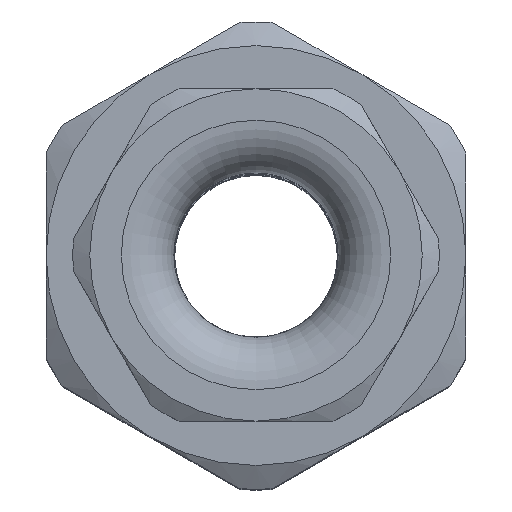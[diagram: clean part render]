
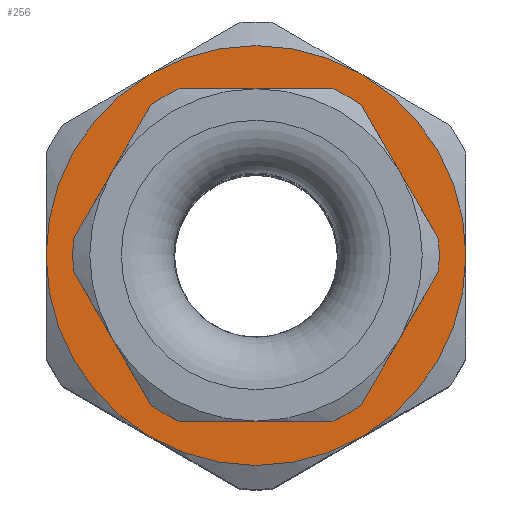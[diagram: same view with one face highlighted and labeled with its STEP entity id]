
A CAD part, top view. The second image highlights one B-rep face of the part: STEP entity #256.
In plain terms, the highlighted planar face has unit normal (0, 0, 1).
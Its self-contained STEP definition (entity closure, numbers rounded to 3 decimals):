
#184=CARTESIAN_POINT('',(0.,0.,44.));
#185=DIRECTION('',(0.,0.,1.));
#186=DIRECTION('',(1.,0.,0.));
#187=AXIS2_PLACEMENT_3D('',#184,#185,#186);
#188=PLANE('',#187);
#189=CARTESIAN_POINT('',(8.5,-0.,44.));
#190=VERTEX_POINT('',#189);
#191=CARTESIAN_POINT('',(0.,0.,44.));
#192=DIRECTION('',(-0.,-0.,-1.));
#193=DIRECTION('',(1.,0.,-0.));
#194=AXIS2_PLACEMENT_3D('',#191,#192,#193);
#195=CIRCLE('',#194,8.5);
#196=EDGE_CURVE('',#190,#190,#195,.T.);
#197=ORIENTED_EDGE('',*,*,#196,.T.);
#198=EDGE_LOOP('',(#197));
#199=FACE_BOUND('',#198,.T.);
#200=CARTESIAN_POINT('',(6.,-10.392,44.));
#201=VERTEX_POINT('',#200);
#202=CARTESIAN_POINT('',(12.,0.,44.));
#203=VERTEX_POINT('',#202);
#204=CARTESIAN_POINT('',(0.,0.,44.));
#205=DIRECTION('',(0.,0.,1.));
#206=DIRECTION('',(1.,0.,-0.));
#207=AXIS2_PLACEMENT_3D('',#204,#205,#206);
#208=CIRCLE('',#207,12.);
#209=EDGE_CURVE('',#201,#203,#208,.T.);
#210=ORIENTED_EDGE('',*,*,#209,.T.);
#211=CARTESIAN_POINT('',(6.,10.392,44.));
#212=VERTEX_POINT('',#211);
#213=CARTESIAN_POINT('',(0.,0.,44.));
#214=DIRECTION('',(0.,0.,1.));
#215=DIRECTION('',(1.,0.,-0.));
#216=AXIS2_PLACEMENT_3D('',#213,#214,#215);
#217=CIRCLE('',#216,12.);
#218=EDGE_CURVE('',#203,#212,#217,.T.);
#219=ORIENTED_EDGE('',*,*,#218,.T.);
#220=CARTESIAN_POINT('',(-6.,10.392,44.));
#221=VERTEX_POINT('',#220);
#222=CARTESIAN_POINT('',(0.,0.,44.));
#223=DIRECTION('',(0.,0.,1.));
#224=DIRECTION('',(1.,0.,-0.));
#225=AXIS2_PLACEMENT_3D('',#222,#223,#224);
#226=CIRCLE('',#225,12.);
#227=EDGE_CURVE('',#212,#221,#226,.T.);
#228=ORIENTED_EDGE('',*,*,#227,.T.);
#229=CARTESIAN_POINT('',(-12.,-0.,44.));
#230=VERTEX_POINT('',#229);
#231=CARTESIAN_POINT('',(0.,0.,44.));
#232=DIRECTION('',(0.,0.,1.));
#233=DIRECTION('',(1.,0.,-0.));
#234=AXIS2_PLACEMENT_3D('',#231,#232,#233);
#235=CIRCLE('',#234,12.);
#236=EDGE_CURVE('',#221,#230,#235,.T.);
#237=ORIENTED_EDGE('',*,*,#236,.T.);
#238=CARTESIAN_POINT('',(-6.,-10.392,44.));
#239=VERTEX_POINT('',#238);
#240=CARTESIAN_POINT('',(0.,0.,44.));
#241=DIRECTION('',(0.,0.,1.));
#242=DIRECTION('',(1.,0.,-0.));
#243=AXIS2_PLACEMENT_3D('',#240,#241,#242);
#244=CIRCLE('',#243,12.);
#245=EDGE_CURVE('',#230,#239,#244,.T.);
#246=ORIENTED_EDGE('',*,*,#245,.T.);
#247=CARTESIAN_POINT('',(0.,0.,44.));
#248=DIRECTION('',(0.,0.,1.));
#249=DIRECTION('',(1.,0.,-0.));
#250=AXIS2_PLACEMENT_3D('',#247,#248,#249);
#251=CIRCLE('',#250,12.);
#252=EDGE_CURVE('',#239,#201,#251,.T.);
#253=ORIENTED_EDGE('',*,*,#252,.T.);
#254=EDGE_LOOP('',(#210,#219,#228,#237,#246,#253));
#255=FACE_BOUND('',#254,.T.);
#256=ADVANCED_FACE('',(#199,#255),#188,.T.);
